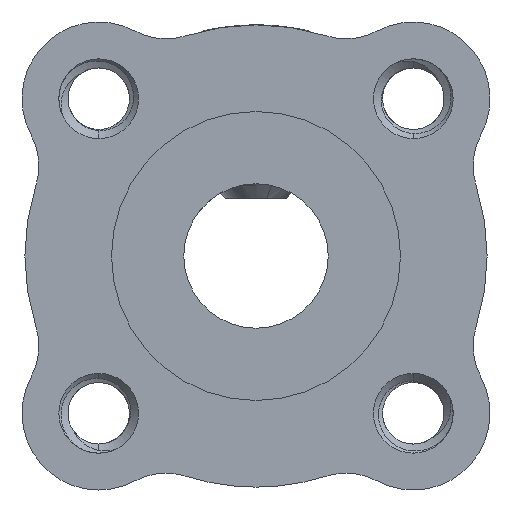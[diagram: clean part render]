
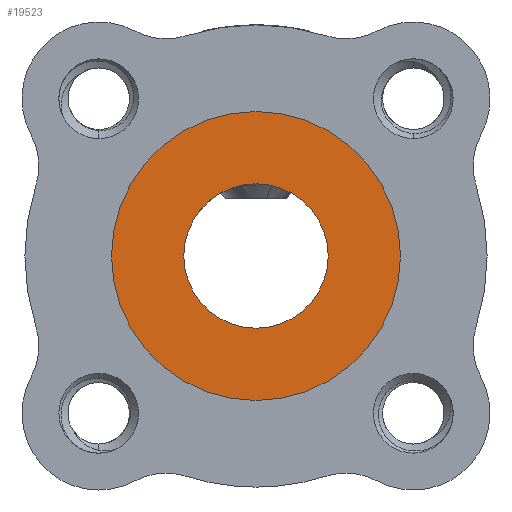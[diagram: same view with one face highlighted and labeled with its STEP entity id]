
A CAD part, front view. The second image highlights one B-rep face of the part: STEP entity #19523.
In plain terms, the highlighted planar face has unit normal (0, -1, 0).
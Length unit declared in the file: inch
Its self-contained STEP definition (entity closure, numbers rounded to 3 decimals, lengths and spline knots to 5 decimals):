
#382 = DIRECTION ( 'NONE',  ( 0., 1., 0. ) ) ;
#404 = CARTESIAN_POINT ( 'NONE',  ( 0., 0., 0. ) ) ;
#467 = EDGE_LOOP ( 'NONE', ( #3457, #16591 ) ) ;
#585 = EDGE_CURVE ( 'NONE', #3601, #1681, #13543, .T. ) ;
#1182 = EDGE_CURVE ( 'NONE', #21381, #21167, #10128, .T. ) ;
#1504 = PLANE ( 'NONE',  #2616 ) ;
#1572 = DIRECTION ( 'NONE',  ( 0., 1., 0. ) ) ;
#1681 = VERTEX_POINT ( 'NONE', #1700 ) ;
#1700 = CARTESIAN_POINT ( 'NONE',  ( 0., 0., -0.125 ) ) ;
#2616 = AXIS2_PLACEMENT_3D ( 'NONE', #21594, #1572, #9674 ) ;
#3219 = DIRECTION ( 'NONE',  ( 0., 0., 1. ) ) ;
#3457 = ORIENTED_EDGE ( 'NONE', *, *, #585, .T. ) ;
#3601 = VERTEX_POINT ( 'NONE', #17368 ) ;
#4935 = AXIS2_PLACEMENT_3D ( 'NONE', #19681, #13281, #3219 ) ;
#5192 = ORIENTED_EDGE ( 'NONE', *, *, #13453, .F. ) ;
#5440 = DIRECTION ( 'NONE',  ( 0., 0., 1. ) ) ;
#5480 = CIRCLE ( 'NONE', #8662, 0.125 ) ;
#6929 = CARTESIAN_POINT ( 'NONE',  ( 0., 0., 0. ) ) ;
#7078 = ORIENTED_EDGE ( 'NONE', *, *, #1182, .F. ) ;
#7129 = AXIS2_PLACEMENT_3D ( 'NONE', #7294, #20784, #15720 ) ;
#7294 = CARTESIAN_POINT ( 'NONE',  ( 0., 0., 0. ) ) ;
#7533 = CIRCLE ( 'NONE', #7129, 0.25 ) ;
#8662 = AXIS2_PLACEMENT_3D ( 'NONE', #6929, #382, #5440 ) ;
#8912 = FACE_BOUND ( 'NONE', #467, .T. ) ;
#9394 = EDGE_CURVE ( 'NONE', #1681, #3601, #5480, .T. ) ;
#9674 = DIRECTION ( 'NONE',  ( 0., 0., 1. ) ) ;
#10128 = CIRCLE ( 'NONE', #12172, 0.25 ) ;
#11334 = CARTESIAN_POINT ( 'NONE',  ( 0., 0., 0.25 ) ) ;
#12172 = AXIS2_PLACEMENT_3D ( 'NONE', #404, #20547, #15259 ) ;
#13281 = DIRECTION ( 'NONE',  ( 0., 1., 0. ) ) ;
#13453 = EDGE_CURVE ( 'NONE', #21167, #21381, #7533, .T. ) ;
#13543 = CIRCLE ( 'NONE', #4935, 0.125 ) ;
#14095 = CARTESIAN_POINT ( 'NONE',  ( 0., 0., -0.25 ) ) ;
#15259 = DIRECTION ( 'NONE',  ( 0., 0., 1. ) ) ;
#15720 = DIRECTION ( 'NONE',  ( 0., 0., 1. ) ) ;
#16591 = ORIENTED_EDGE ( 'NONE', *, *, #9394, .T. ) ;
#17368 = CARTESIAN_POINT ( 'NONE',  ( 0., 0., 0.125 ) ) ;
#17737 = FACE_OUTER_BOUND ( 'NONE', #20963, .T. ) ;
#19523 = ADVANCED_FACE ( 'NONE', ( #8912, #17737 ), #1504, .F. ) ;
#19681 = CARTESIAN_POINT ( 'NONE',  ( 0., 0., 0. ) ) ;
#20547 = DIRECTION ( 'NONE',  ( 0., 1., 0. ) ) ;
#20784 = DIRECTION ( 'NONE',  ( 0., 1., 0. ) ) ;
#20963 = EDGE_LOOP ( 'NONE', ( #5192, #7078 ) ) ;
#21167 = VERTEX_POINT ( 'NONE', #14095 ) ;
#21381 = VERTEX_POINT ( 'NONE', #11334 ) ;
#21594 = CARTESIAN_POINT ( 'NONE',  ( 0., 0., 0. ) ) ;
